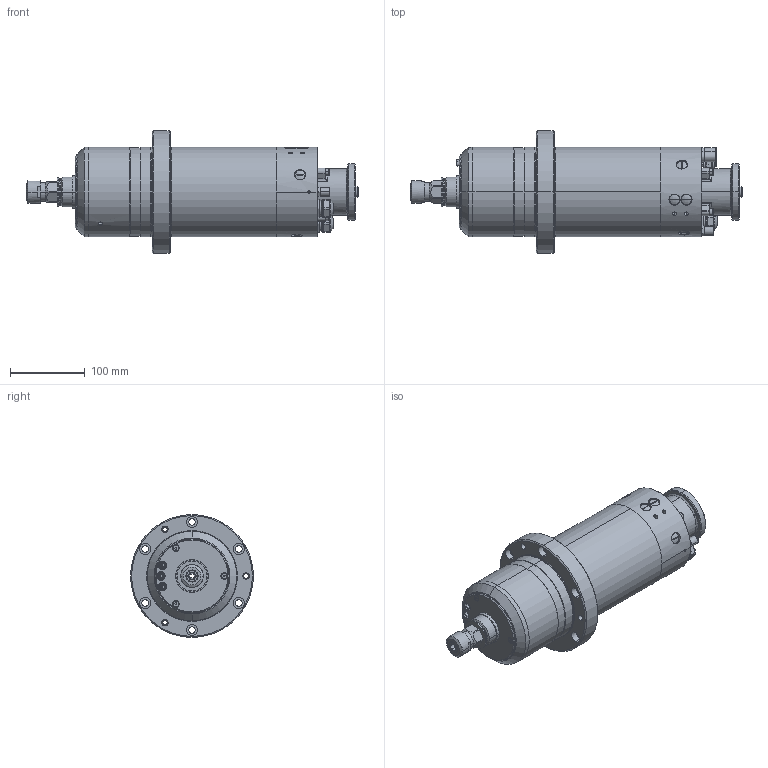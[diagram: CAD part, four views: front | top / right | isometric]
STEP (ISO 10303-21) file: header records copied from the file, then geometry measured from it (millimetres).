
FILE_DESCRIPTION (( 'STEP AP203' ), '1' );
FILE_NAME ('120A24FHKP-01-.STEP', '2012-09-26T09:13:23', ( '' ), ( '' ), 'SwSTEP 2.0', 'SolidWorks 2012', '' );
FILE_SCHEMA (( 'CONFIG_CONTROL_DESIGN' ));
Length unit declared in the file: millimetre
Products named in the file (1): 120A24FHKP-01-
Bounding box: 445.46 x 165 x 165 mm (x, y, z)
Surface area: 229967.6 mm2 (no closed solid volume)
Topology: 0 solids, 77 shells, 725 faces, 2179 edges, 1508 vertices
Faces by surface type: cylinder 304, plane 251, cone 99, torus 50, sphere 14, bspline 7
Entity records: 26509 total; most frequent: CARTESIAN_POINT 6517, DIRECTION 4561, ORIENTED_EDGE 3465, EDGE_CURVE 2152, AXIS2_PLACEMENT_3D 1821, VERTEX_POINT 1502, CIRCLE 1102, LINE 919
